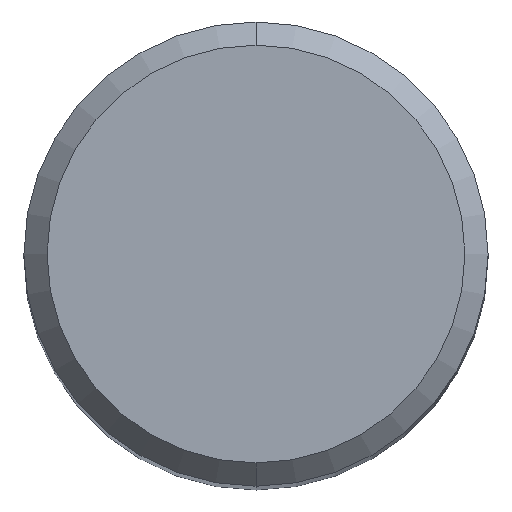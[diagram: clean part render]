
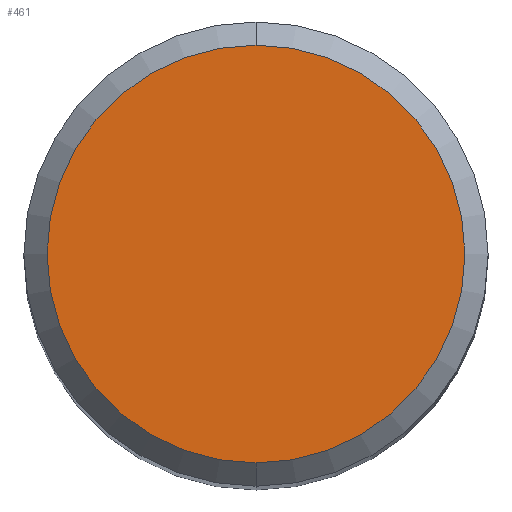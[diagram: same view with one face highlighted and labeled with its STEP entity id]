
A CAD part, top view. The second image highlights one B-rep face of the part: STEP entity #461.
In plain terms, the highlighted planar face has unit normal (0, 0, 1).
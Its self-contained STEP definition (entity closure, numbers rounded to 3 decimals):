
#189=EDGE_CURVE('',#441,#281,#496,.T.);
#281=VERTEX_POINT('',#599);
#383=EDGE_CURVE('',#281,#441,#712,.T.);
#441=VERTEX_POINT('',#776);
#461=ADVANCED_FACE('',(#797),#798,.T.);
#496=CIRCLE('',#857,5.4);
#599=CARTESIAN_POINT('',(0.,-5.4,0.0));
#712=CIRCLE('',#1340,5.4);
#776=CARTESIAN_POINT('',(0.0,5.4,0.0));
#797=FACE_OUTER_BOUND('',#1502,.T.);
#798=PLANE('',#1503);
#857=AXIS2_PLACEMENT_3D('',#1511,#1512,#1513);
#1340=AXIS2_PLACEMENT_3D('',#1782,#1783,#1784);
#1502=EDGE_LOOP('',(#1863,#1864));
#1503=AXIS2_PLACEMENT_3D('',#1865,#1866,#1867);
#1511=CARTESIAN_POINT('',(0.0,0.0,0.0));
#1512=DIRECTION('',(0.0,0.0,-1.0));
#1513=DIRECTION('',(0.0,1.0,0.0));
#1782=CARTESIAN_POINT('',(0.0,0.0,0.0));
#1783=DIRECTION('',(0.0,0.0,-1.0));
#1784=DIRECTION('',(0.0,1.0,0.0));
#1863=ORIENTED_EDGE('',*,*,#189,.F.);
#1864=ORIENTED_EDGE('',*,*,#383,.F.);
#1865=CARTESIAN_POINT('',(0.0,2.7,0.0));
#1866=DIRECTION('',(-0.0,0.0,1.0));
#1867=DIRECTION('',(0.0,-1.0,0.0));
